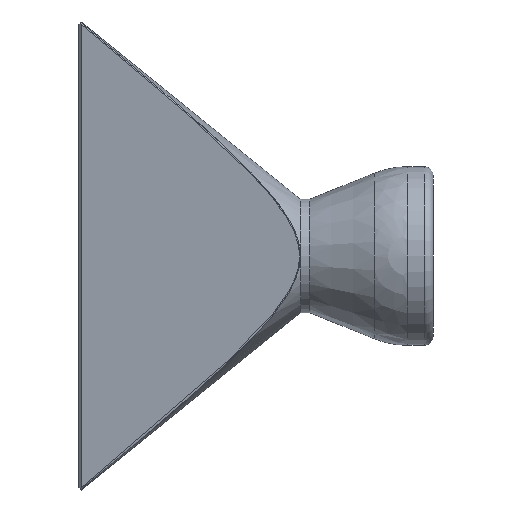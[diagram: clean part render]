
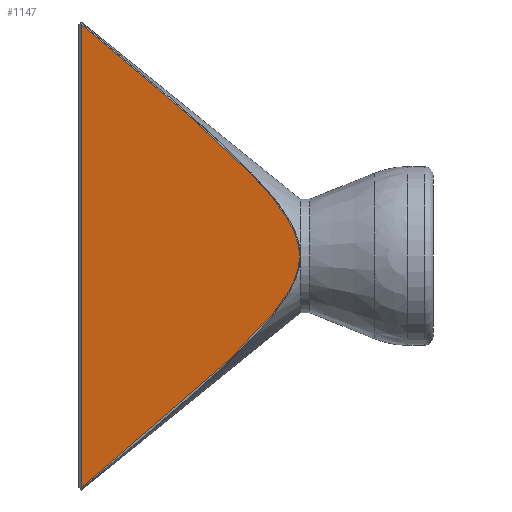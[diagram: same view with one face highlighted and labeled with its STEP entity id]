
A CAD part, left-side view. The second image highlights one B-rep face of the part: STEP entity #1147.
In plain terms, the highlighted planar face has unit normal (-0.987, 0.162, 0).
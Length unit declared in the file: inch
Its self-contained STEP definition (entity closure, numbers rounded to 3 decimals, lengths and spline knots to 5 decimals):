
#1123 = VERTEX_POINT ( 'NONE', #1753 ) ;
#1124 = VERTEX_POINT ( 'NONE', #1752 ) ;
#1125 = ORIENTED_EDGE ( 'NONE', *, *, #1126, .T. ) ;
#1126 = EDGE_CURVE ( 'NONE', #1123, #1124, #1750, .T. ) ;
#1147 = ADVANCED_FACE ( 'NONE', ( #1865 ), #1892, .T. ) ;
#1148 = EDGE_LOOP ( 'NONE', ( #1149, #1125 ) ) ;
#1149 = ORIENTED_EDGE ( 'NONE', *, *, #1150, .F. ) ;
#1150 = EDGE_CURVE ( 'NONE', #1123, #1124, #1886, .T. ) ;
#1743 = CARTESIAN_POINT ( 'NONE',  ( -0.21944, 0.58908, -0.75074 ) ) ;
#1744 = CARTESIAN_POINT ( 'NONE',  ( -0.2103, 0.64478, -0.79971 ) ) ;
#1745 = CARTESIAN_POINT ( 'NONE',  ( -0.19192, 0.75686, -0.89687 ) ) ;
#1746 = CARTESIAN_POINT ( 'NONE',  ( -0.18267, 0.81325, -0.94506 ) ) ;
#1747 = CARTESIAN_POINT ( 'NONE',  ( -0.15483, 0.98304, -1.0889 ) ) ;
#1748 = CARTESIAN_POINT ( 'NONE',  ( -0.13612, 1.09709, -1.18382 ) ) ;
#1749 = CARTESIAN_POINT ( 'NONE',  ( -0.11736, 1.21152, -1.27827 ) ) ;
#1750 = B_SPLINE_CURVE_WITH_KNOTS ( 'NONE', 3,
 ( #1749, #1748, #1747, #1746, #1745, #1744, #1743, #1823, #1822, #1821, #1820, #1819, #1818, #1817, #1816, #1815, #1814, #1813, #1812, #1811, #1810, #1809, #1808, #1807, #1806, #1805, #1804, #1803, #1802, #1801, #1800, #1799, #1798, #1797, #1796, #1795, #1794, #1793, #1792, #1791, #1790, #1789, #1788, #1787, #1786, #1785, #1784, #1783 ),
 .UNSPECIFIED., .F., .F.,
 ( 4, 2, 2, 2, 2, 2, 2, 2, 2, 2, 2, 2, 2, 2, 2, 2, 2, 2, 2, 2, 2, 2, 2, 4 ),
 ( 0., 0.0114, 0.01709, 0.02279, 0.02849, 0.03419, 0.03704, 0.03989, 0.04131, 0.04274, 0.04416, 0.04559, 0.04701, 0.04772, 0.04844, 0.04986, 0.05128, 0.05413, 0.05698, 0.06268, 0.06838, 0.07408, 0.07978, 0.09117 ),
 .UNSPECIFIED. ) ;
#1752 = CARTESIAN_POINT ( 'NONE',  ( -0.11736, 1.21152, 1.27827 ) ) ;
#1753 = CARTESIAN_POINT ( 'NONE',  ( -0.11736, 1.21152, -1.27827 ) ) ;
#1783 = CARTESIAN_POINT ( 'NONE',  ( -0.11736, 1.21152, 1.27827 ) ) ;
#1784 = CARTESIAN_POINT ( 'NONE',  ( -0.13618, 1.09674, 1.18353 ) ) ;
#1785 = CARTESIAN_POINT ( 'NONE',  ( -0.15494, 0.98236, 1.08833 ) ) ;
#1786 = CARTESIAN_POINT ( 'NONE',  ( -0.18286, 0.81208, 0.94407 ) ) ;
#1787 = CARTESIAN_POINT ( 'NONE',  ( -0.19214, 0.75554, 0.89573 ) ) ;
#1788 = CARTESIAN_POINT ( 'NONE',  ( -0.21057, 0.64314, 0.79827 ) ) ;
#1789 = CARTESIAN_POINT ( 'NONE',  ( -0.21973, 0.58729, 0.74916 ) ) ;
#1790 = CARTESIAN_POINT ( 'NONE',  ( -0.23786, 0.47672, 0.64961 ) ) ;
#1791 = CARTESIAN_POINT ( 'NONE',  ( -0.24684, 0.422, 0.5992 ) ) ;
#1792 = CARTESIAN_POINT ( 'NONE',  ( -0.26443, 0.31473, 0.4959 ) ) ;
#1793 = CARTESIAN_POINT ( 'NONE',  ( -0.27306, 0.26211, 0.4431 ) ) ;
#1794 = CARTESIAN_POINT ( 'NONE',  ( -0.2854, 0.18685, 0.35972 ) ) ;
#1795 = CARTESIAN_POINT ( 'NONE',  ( -0.28942, 0.16233, 0.33112 ) ) ;
#1796 = CARTESIAN_POINT ( 'NONE',  ( -0.29704, 0.11592, 0.27206 ) ) ;
#1797 = CARTESIAN_POINT ( 'NONE',  ( -0.30063, 0.09397, 0.2416 ) ) ;
#1798 = CARTESIAN_POINT ( 'NONE',  ( -0.30547, 0.06451, 0.19332 ) ) ;
#1799 = CARTESIAN_POINT ( 'NONE',  ( -0.30698, 0.0553, 0.17681 ) ) ;
#1800 = CARTESIAN_POINT ( 'NONE',  ( -0.30969, 0.03877, 0.1431 ) ) ;
#1801 = CARTESIAN_POINT ( 'NONE',  ( -0.31089, 0.03142, 0.12586 ) ) ;
#1802 = CARTESIAN_POINT ( 'NONE',  ( -0.3124, 0.02221, 0.09923 ) ) ;
#1803 = CARTESIAN_POINT ( 'NONE',  ( -0.31286, 0.01944, 0.09022 ) ) ;
#1804 = CARTESIAN_POINT ( 'NONE',  ( -0.31365, 0.01461, 0.07191 ) ) ;
#1805 = CARTESIAN_POINT ( 'NONE',  ( -0.31399, 0.01255, 0.06258 ) ) ;
#1806 = CARTESIAN_POINT ( 'NONE',  ( -0.31479, 0.00764, 0.03464 ) ) ;
#1807 = CARTESIAN_POINT ( 'NONE',  ( -0.31505, 0.00605, 0.01592 ) ) ;
#1808 = CARTESIAN_POINT ( 'NONE',  ( -0.31499, 0.00641, -0.02173 ) ) ;
#1809 = CARTESIAN_POINT ( 'NONE',  ( -0.31466, 0.00843, -0.04084 ) ) ;
#1810 = CARTESIAN_POINT ( 'NONE',  ( -0.31348, 0.01565, -0.07787 ) ) ;
#1811 = CARTESIAN_POINT ( 'NONE',  ( -0.31263, 0.02082, -0.09592 ) ) ;
#1812 = CARTESIAN_POINT ( 'NONE',  ( -0.31053, 0.03361, -0.13125 ) ) ;
#1813 = CARTESIAN_POINT ( 'NONE',  ( -0.30927, 0.0413, -0.14865 ) ) ;
#1814 = CARTESIAN_POINT ( 'NONE',  ( -0.30649, 0.05827, -0.18228 ) ) ;
#1815 = CARTESIAN_POINT ( 'NONE',  ( -0.30497, 0.06754, -0.19852 ) ) ;
#1816 = CARTESIAN_POINT ( 'NONE',  ( -0.30013, 0.09704, -0.24602 ) ) ;
#1817 = CARTESIAN_POINT ( 'NONE',  ( -0.29654, 0.11891, -0.27607 ) ) ;
#1818 = CARTESIAN_POINT ( 'NONE',  ( -0.28897, 0.16509, -0.3344 ) ) ;
#1819 = CARTESIAN_POINT ( 'NONE',  ( -0.28498, 0.18944, -0.36268 ) ) ;
#1820 = CARTESIAN_POINT ( 'NONE',  ( -0.27264, 0.26464, -0.44571 ) ) ;
#1821 = CARTESIAN_POINT ( 'NONE',  ( -0.26403, 0.31717, -0.49832 ) ) ;
#1822 = CARTESIAN_POINT ( 'NONE',  ( -0.24647, 0.42421, -0.60126 ) ) ;
#1823 = CARTESIAN_POINT ( 'NONE',  ( -0.23752, 0.4788, -0.65151 ) ) ;
#1865 = FACE_OUTER_BOUND ( 'NONE', #1148, .T. ) ;
#1883 = DIRECTION ( 'NONE',  ( 0., 0., 1. ) ) ;
#1884 = VECTOR ( 'NONE', #1883, 39.37008 ) ;
#1885 = CARTESIAN_POINT ( 'NONE',  ( -0.11736, 1.21152, -1.30087 ) ) ;
#1886 = LINE ( 'NONE', #1885, #1884 ) ;
#1888 = DIRECTION ( 'NONE',  ( -0.162, -0.987, 0. ) ) ;
#1889 = DIRECTION ( 'NONE',  ( -0.987, 0.162, 0. ) ) ;
#1890 = CARTESIAN_POINT ( 'NONE',  ( -0.11736, 1.21152, -1.30087 ) ) ;
#1891 = AXIS2_PLACEMENT_3D ( 'NONE', #1890, #1889, #1888 ) ;
#1892 = PLANE ( 'NONE',  #1891 ) ;
